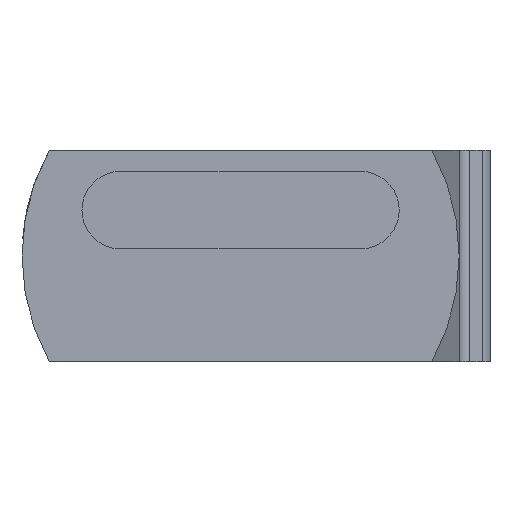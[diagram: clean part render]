
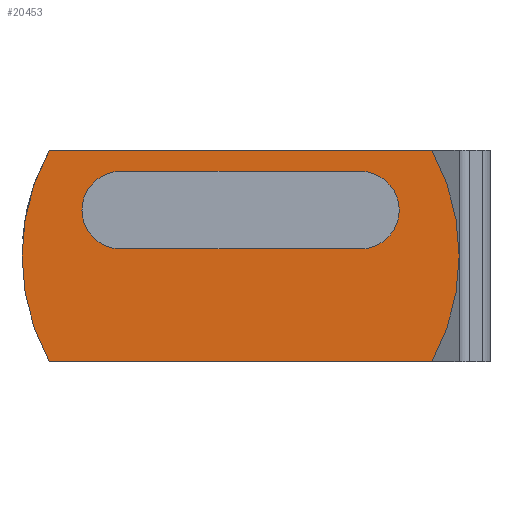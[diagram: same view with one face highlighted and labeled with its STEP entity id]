
A CAD part, front view. The second image highlights one B-rep face of the part: STEP entity #20453.
In plain terms, the highlighted planar face has unit normal (0, -1, 0).
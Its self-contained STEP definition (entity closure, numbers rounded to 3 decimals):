
#1678=CARTESIAN_POINT('',(0.,0.,0.));
#1679=DIRECTION('',(0.,-1.,0.));
#1680=DIRECTION('',(0.875,0.,-0.484));
#1681=AXIS2_PLACEMENT_3D('',#1678,#1679,#1680);
#1683=DIRECTION('',(1.,0.,0.));
#1684=VECTOR('',#1683,21.703);
#1685=CARTESIAN_POINT('',(-10.852,0.,-6.));
#1686=LINE('',#1685,#1684);
#1687=CARTESIAN_POINT('',(0.,0.,0.));
#1688=DIRECTION('',(0.,-1.,0.));
#1689=DIRECTION('',(-0.875,0.,0.484));
#1690=AXIS2_PLACEMENT_3D('',#1687,#1688,#1689);
#1692=DIRECTION('',(-1.,0.,0.));
#1693=VECTOR('',#1692,21.703);
#1694=CARTESIAN_POINT('',(10.852,0.,6.));
#1695=LINE('',#1694,#1693);
#1696=DIRECTION('',(1.,0.,0.));
#1697=VECTOR('',#1696,13.6);
#1698=CARTESIAN_POINT('',(-6.8,0.,0.4));
#1699=LINE('',#1698,#1697);
#1700=CARTESIAN_POINT('',(6.8,0.,2.6));
#1701=DIRECTION('',(0.,-1.,0.));
#1702=DIRECTION('',(0.,0.,-1.));
#1703=AXIS2_PLACEMENT_3D('',#1700,#1701,#1702);
#1705=DIRECTION('',(-1.,0.,0.));
#1706=VECTOR('',#1705,13.6);
#1707=CARTESIAN_POINT('',(6.8,0.,4.8));
#1708=LINE('',#1707,#1706);
#1709=CARTESIAN_POINT('',(-6.8,0.,2.6));
#1710=DIRECTION('',(0.,-1.,0.));
#1711=DIRECTION('',(0.,0.,1.));
#1712=AXIS2_PLACEMENT_3D('',#1709,#1710,#1711);
#14852=CARTESIAN_POINT('',(10.852,0.,-6.));
#14853=CARTESIAN_POINT('',(10.852,0.,6.));
#14854=VERTEX_POINT('',#14852);
#14855=VERTEX_POINT('',#14853);
#14856=CARTESIAN_POINT('',(-10.852,0.,6.));
#14857=VERTEX_POINT('',#14856);
#14858=CARTESIAN_POINT('',(-10.852,0.,-6.));
#14859=VERTEX_POINT('',#14858);
#15060=CARTESIAN_POINT('',(-6.8,0.,0.4));
#15061=CARTESIAN_POINT('',(6.8,0.,0.4));
#15062=VERTEX_POINT('',#15060);
#15063=VERTEX_POINT('',#15061);
#15064=CARTESIAN_POINT('',(6.8,0.,4.8));
#15065=VERTEX_POINT('',#15064);
#15066=CARTESIAN_POINT('',(-6.8,0.,4.8));
#15067=VERTEX_POINT('',#15066);
#20431=CARTESIAN_POINT('',(0.,0.,0.));
#20432=DIRECTION('',(0.,-1.,0.));
#20433=DIRECTION('',(-1.,0.,0.));
#20434=AXIS2_PLACEMENT_3D('',#20431,#20432,#20433);
#20435=PLANE('',#20434);
#20437=ORIENTED_EDGE('',*,*,#20436,.F.);
#20438=ORIENTED_EDGE('',*,*,#20164,.F.);
#20439=ORIENTED_EDGE('',*,*,#20319,.F.);
#20440=ORIENTED_EDGE('',*,*,#20073,.F.);
#20441=EDGE_LOOP('',(#20437,#20438,#20439,#20440));
#20442=FACE_OUTER_BOUND('',#20441,.F.);
#20444=ORIENTED_EDGE('',*,*,#20443,.T.);
#20446=ORIENTED_EDGE('',*,*,#20445,.T.);
#20448=ORIENTED_EDGE('',*,*,#20447,.T.);
#20450=ORIENTED_EDGE('',*,*,#20449,.T.);
#20451=EDGE_LOOP('',(#20444,#20446,#20448,#20450));
#20452=FACE_BOUND('',#20451,.F.);
#20453=ADVANCED_FACE('',(#20442,#20452),#20435,.T.);
#1682=CIRCLE('',#1681,12.4);
#1691=CIRCLE('',#1690,12.4);
#1704=CIRCLE('',#1703,2.2);
#1713=CIRCLE('',#1712,2.2);
#20073=EDGE_CURVE('',#14855,#14857,#1695,.T.);
#20164=EDGE_CURVE('',#14859,#14854,#1686,.T.);
#20319=EDGE_CURVE('',#14857,#14859,#1691,.T.);
#20436=EDGE_CURVE('',#14854,#14855,#1682,.T.);
#20443=EDGE_CURVE('',#15062,#15063,#1699,.T.);
#20445=EDGE_CURVE('',#15063,#15065,#1704,.T.);
#20447=EDGE_CURVE('',#15065,#15067,#1708,.T.);
#20449=EDGE_CURVE('',#15067,#15062,#1713,.T.);
